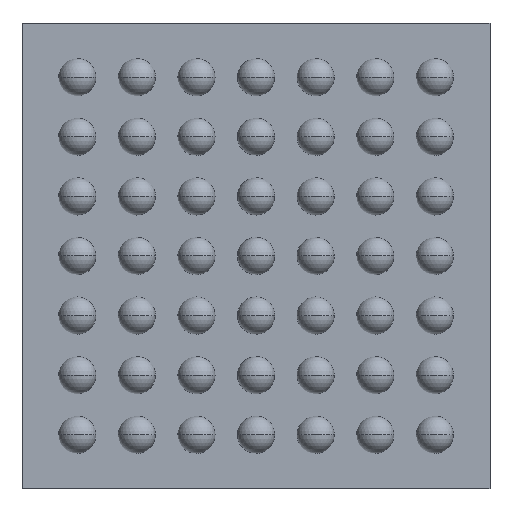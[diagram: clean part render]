
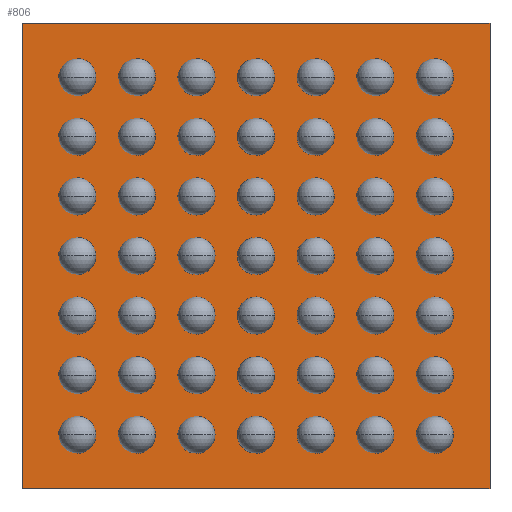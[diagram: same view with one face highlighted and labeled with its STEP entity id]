
A CAD part, front view. The second image highlights one B-rep face of the part: STEP entity #806.
In plain terms, the highlighted planar face has unit normal (0, -1, 0).
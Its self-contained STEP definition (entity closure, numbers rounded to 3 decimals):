
#36 = EDGE_LOOP ( 'NONE', ( #3491, #2939, #1226, #2147 ) ) ;
#145 = VERTEX_POINT ( 'NONE', #2609 ) ;
#169 = DIRECTION ( 'NONE',  ( 0., 1., 0. ) ) ;
#195 = LINE ( 'NONE', #2517, #1770 ) ;
#291 = DIRECTION ( 'NONE',  ( 0., 0., 1. ) ) ;
#319 = CARTESIAN_POINT ( 'NONE',  ( 1.57, 0.175, 1.563 ) ) ;
#392 = EDGE_CURVE ( 'NONE', #1434, #2107, #713, .T. ) ;
#408 = FACE_OUTER_BOUND ( 'NONE', #36, .T. ) ;
#475 = DIRECTION ( 'NONE',  ( 0., 0., 1. ) ) ;
#501 = CARTESIAN_POINT ( 'NONE',  ( 1.57, 0.175, 1.563 ) ) ;
#694 = LINE ( 'NONE', #1602, #951 ) ;
#713 = LINE ( 'NONE', #2392, #3264 ) ;
#779 = VERTEX_POINT ( 'NONE', #501 ) ;
#806 = ADVANCED_FACE ( 'NONE', ( #408 ), #3924, .F. ) ;
#951 = VECTOR ( 'NONE', #3453, 1000. ) ;
#965 = DIRECTION ( 'NONE',  ( -1., 0., 0. ) ) ;
#1003 = LINE ( 'NONE', #319, #1544 ) ;
#1226 = ORIENTED_EDGE ( 'NONE', *, *, #2155, .T. ) ;
#1434 = VERTEX_POINT ( 'NONE', #1561 ) ;
#1544 = VECTOR ( 'NONE', #965, 1000. ) ;
#1561 = CARTESIAN_POINT ( 'NONE',  ( -1.571, 0.175, -1.564 ) ) ;
#1602 = CARTESIAN_POINT ( 'NONE',  ( -1.571, 0.175, 1.563 ) ) ;
#1770 = VECTOR ( 'NONE', #291, 1000. ) ;
#2044 = CARTESIAN_POINT ( 'NONE',  ( 0., 0.175, 0. ) ) ;
#2107 = VERTEX_POINT ( 'NONE', #2796 ) ;
#2147 = ORIENTED_EDGE ( 'NONE', *, *, #3254, .T. ) ;
#2155 = EDGE_CURVE ( 'NONE', #2107, #779, #195, .T. ) ;
#2392 = CARTESIAN_POINT ( 'NONE',  ( 1.57, 0.175, -1.564 ) ) ;
#2517 = CARTESIAN_POINT ( 'NONE',  ( 1.57, 0.175, 1.563 ) ) ;
#2609 = CARTESIAN_POINT ( 'NONE',  ( -1.571, 0.175, 1.563 ) ) ;
#2796 = CARTESIAN_POINT ( 'NONE',  ( 1.57, 0.175, -1.564 ) ) ;
#2898 = AXIS2_PLACEMENT_3D ( 'NONE', #2044, #169, #475 ) ;
#2939 = ORIENTED_EDGE ( 'NONE', *, *, #392, .T. ) ;
#3254 = EDGE_CURVE ( 'NONE', #779, #145, #1003, .T. ) ;
#3264 = VECTOR ( 'NONE', #3702, 1000. ) ;
#3269 = EDGE_CURVE ( 'NONE', #145, #1434, #694, .T. ) ;
#3453 = DIRECTION ( 'NONE',  ( 0., 0., -1. ) ) ;
#3491 = ORIENTED_EDGE ( 'NONE', *, *, #3269, .T. ) ;
#3702 = DIRECTION ( 'NONE',  ( 1., 0., 0. ) ) ;
#3924 = PLANE ( 'NONE',  #2898 ) ;
